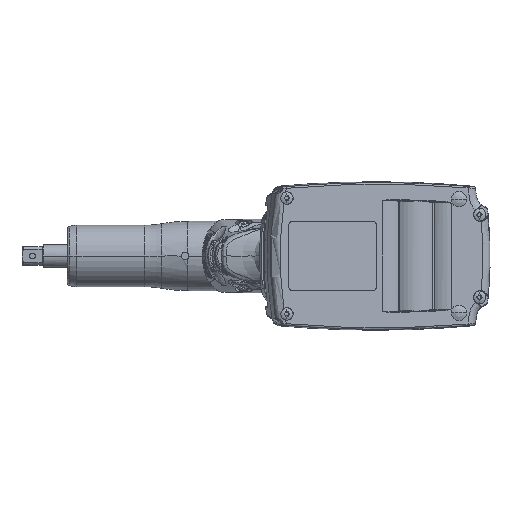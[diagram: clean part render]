
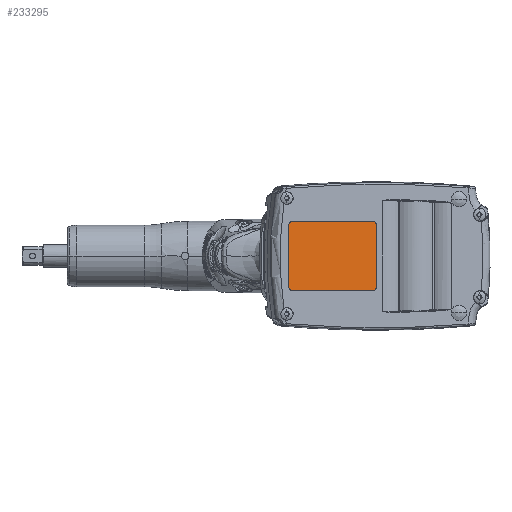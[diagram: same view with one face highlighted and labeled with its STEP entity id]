
A CAD part, front view. The second image highlights one B-rep face of the part: STEP entity #233295.
In plain terms, the highlighted planar face has unit normal (0.143, -0.99, 0).
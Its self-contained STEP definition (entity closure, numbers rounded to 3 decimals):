
#184047=DIRECTION('',(0.,0.,-1.));
#184048=VECTOR('',#184047,32.);
#184049=CARTESIAN_POINT('',(15.439,-205.746,
16.));
#184050=LINE('',#184049,#184048);
#184051=CARTESIAN_POINT('',(17.418,-205.461,
16.));
#184052=DIRECTION('',(0.143,-0.99,0.));
#184053=DIRECTION('',(0.,0.,1.));
#184054=AXIS2_PLACEMENT_3D('',#184051,#184052,#184053);
#184056=DIRECTION('',(-0.99,-0.143,
0.));
#184057=VECTOR('',#184056,42.);
#184058=CARTESIAN_POINT('',(58.989,-199.47,18.));
#184059=LINE('',#184058,#184057);
#184060=CARTESIAN_POINT('',(58.989,-199.47,16.));
#184061=DIRECTION('',(0.143,-0.99,0.));
#184062=DIRECTION('',(0.99,0.143,0.));
#184063=AXIS2_PLACEMENT_3D('',#184060,#184061,#184062);
#184065=DIRECTION('',(0.,0.,1.));
#184066=VECTOR('',#184065,32.);
#184067=CARTESIAN_POINT('',(60.968,-199.185,-16.));
#184068=LINE('',#184067,#184066);
#184069=CARTESIAN_POINT('',(58.989,-199.47,-16.));
#184070=DIRECTION('',(0.143,-0.99,0.));
#184071=DIRECTION('',(0.,0.,-1.));
#184072=AXIS2_PLACEMENT_3D('',#184069,#184070,#184071);
#184074=DIRECTION('',(0.99,0.143,0.));
#184075=VECTOR('',#184074,42.);
#184076=CARTESIAN_POINT('',(17.418,-205.461,
-18.));
#184077=LINE('',#184076,#184075);
#184078=CARTESIAN_POINT('',(17.418,-205.461,
-16.));
#184079=DIRECTION('',(0.143,-0.99,0.));
#184080=DIRECTION('',(-0.99,-0.143,
0.));
#184081=AXIS2_PLACEMENT_3D('',#184078,#184079,#184080);
#198982=CARTESIAN_POINT('',(17.418,-205.461,
-18.));
#198983=CARTESIAN_POINT('',(58.989,-199.47,-18.));
#198984=VERTEX_POINT('',#198982);
#198985=VERTEX_POINT('',#198983);
#198986=CARTESIAN_POINT('',(60.968,-199.185,-16.));
#198987=CARTESIAN_POINT('',(60.968,-199.185,16.));
#198988=VERTEX_POINT('',#198986);
#198989=VERTEX_POINT('',#198987);
#198990=CARTESIAN_POINT('',(58.989,-199.47,18.));
#198991=CARTESIAN_POINT('',(17.418,-205.461,
18.));
#198992=VERTEX_POINT('',#198990);
#198993=VERTEX_POINT('',#198991);
#198994=CARTESIAN_POINT('',(15.439,-205.746,
-16.));
#198995=VERTEX_POINT('',#198994);
#198996=CARTESIAN_POINT('',(15.439,-205.746,
16.));
#198997=VERTEX_POINT('',#198996);
#233273=CARTESIAN_POINT('',(6.531,-207.03,
0.));
#233274=DIRECTION('',(-0.143,0.99,0.));
#233275=DIRECTION('',(0.,0.,-1.));
#233276=AXIS2_PLACEMENT_3D('',#233273,#233274,#233275);
#233277=PLANE('',#233276);
#233279=ORIENTED_EDGE('',*,*,#233278,.F.);
#233281=ORIENTED_EDGE('',*,*,#233280,.F.);
#233282=ORIENTED_EDGE('',*,*,#233263,.F.);
#233284=ORIENTED_EDGE('',*,*,#233283,.F.);
#233286=ORIENTED_EDGE('',*,*,#233285,.F.);
#233288=ORIENTED_EDGE('',*,*,#233287,.F.);
#233290=ORIENTED_EDGE('',*,*,#233289,.F.);
#233292=ORIENTED_EDGE('',*,*,#233291,.F.);
#233293=EDGE_LOOP('',(#233279,#233281,#233282,#233284,#233286,#233288,#233290,
#233292));
#233294=FACE_OUTER_BOUND('',#233293,.F.);
#233295=ADVANCED_FACE('',(#233294),#233277,.F.);
#184055=CIRCLE('',#184054,2.);
#184064=CIRCLE('',#184063,2.);
#184073=CIRCLE('',#184072,2.);
#184082=CIRCLE('',#184081,2.);
#233263=EDGE_CURVE('',#198992,#198993,#184059,.T.);
#233278=EDGE_CURVE('',#198997,#198995,#184050,.T.);
#233280=EDGE_CURVE('',#198993,#198997,#184055,.T.);
#233283=EDGE_CURVE('',#198989,#198992,#184064,.T.);
#233285=EDGE_CURVE('',#198988,#198989,#184068,.T.);
#233287=EDGE_CURVE('',#198985,#198988,#184073,.T.);
#233289=EDGE_CURVE('',#198984,#198985,#184077,.T.);
#233291=EDGE_CURVE('',#198995,#198984,#184082,.T.);
